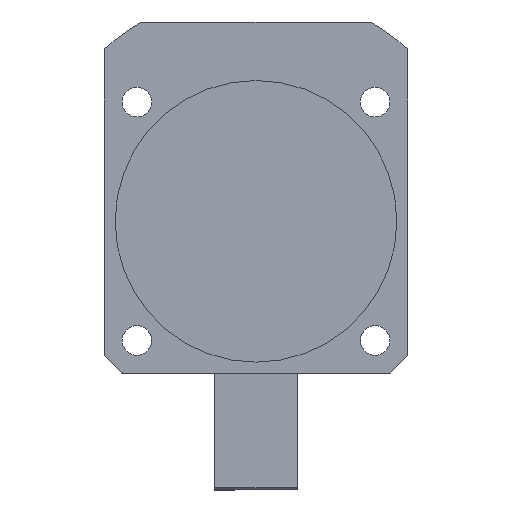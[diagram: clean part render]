
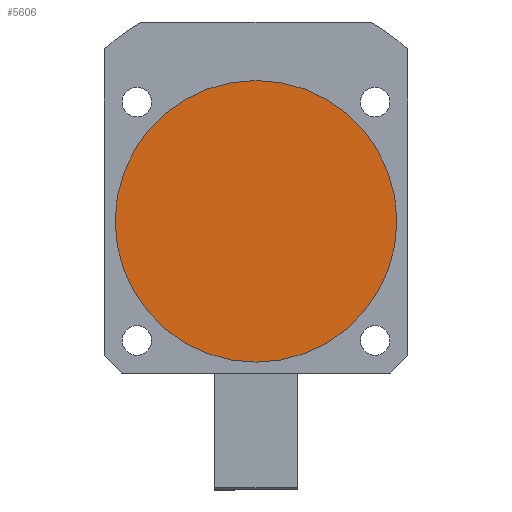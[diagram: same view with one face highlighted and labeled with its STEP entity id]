
A CAD part, front view. The second image highlights one B-rep face of the part: STEP entity #5606.
In plain terms, the highlighted planar face has unit normal (0, -1, 0).
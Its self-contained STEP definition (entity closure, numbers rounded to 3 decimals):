
#755 = CARTESIAN_POINT ( 'NONE',  ( 0., 0., 32.5 ) ) ;
#898 = DIRECTION ( 'NONE',  ( 0., 0., -1. ) ) ;
#946 = AXIS2_PLACEMENT_3D ( 'NONE', #4739, #4762, #4772 ) ;
#986 = DIRECTION ( 'NONE',  ( 0., 1., 0. ) ) ;
#1008 = CARTESIAN_POINT ( 'NONE',  ( 0., 0., 0. ) ) ;
#1756 = EDGE_CURVE ( 'NONE', #2920, #6606, #4711, .T. ) ;
#2430 = EDGE_LOOP ( 'NONE', ( #2540, #5588 ) ) ;
#2540 = ORIENTED_EDGE ( 'NONE', *, *, #1756, .F. ) ;
#2920 = VERTEX_POINT ( 'NONE', #3005 ) ;
#3005 = CARTESIAN_POINT ( 'NONE',  ( 0., 0., -32.5 ) ) ;
#4711 = CIRCLE ( 'NONE', #946, 32.5 ) ;
#4739 = CARTESIAN_POINT ( 'NONE',  ( 0., 0., 0. ) ) ;
#4762 = DIRECTION ( 'NONE',  ( 0., 1., 0. ) ) ;
#4772 = DIRECTION ( 'NONE',  ( 0., 0., -1. ) ) ;
#4945 = AXIS2_PLACEMENT_3D ( 'NONE', #1008, #986, #898 ) ;
#5117 = AXIS2_PLACEMENT_3D ( 'NONE', #6680, #6470, #6415 ) ;
#5302 = FACE_OUTER_BOUND ( 'NONE', #2430, .T. ) ;
#5588 = ORIENTED_EDGE ( 'NONE', *, *, #6586, .F. ) ;
#5606 = ADVANCED_FACE ( 'NONE', ( #5302 ), #6476, .T. ) ;
#5774 = CIRCLE ( 'NONE', #4945, 32.5 ) ;
#6415 = DIRECTION ( 'NONE',  ( 0., 0., -1. ) ) ;
#6470 = DIRECTION ( 'NONE',  ( 0., -1., 0. ) ) ;
#6476 = PLANE ( 'NONE',  #5117 ) ;
#6586 = EDGE_CURVE ( 'NONE', #6606, #2920, #5774, .T. ) ;
#6606 = VERTEX_POINT ( 'NONE', #755 ) ;
#6680 = CARTESIAN_POINT ( 'NONE',  ( 27., 0., 0. ) ) ;
